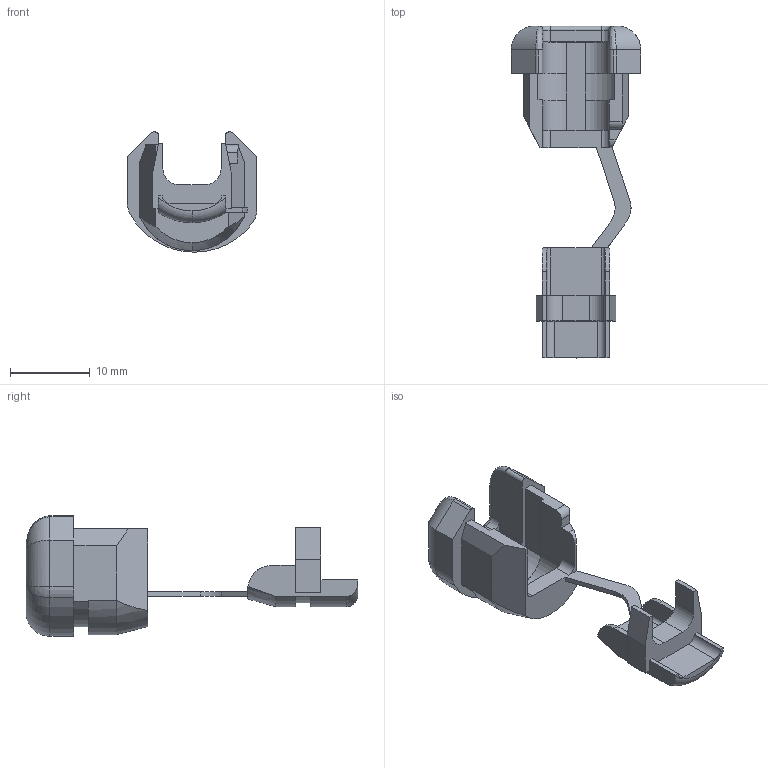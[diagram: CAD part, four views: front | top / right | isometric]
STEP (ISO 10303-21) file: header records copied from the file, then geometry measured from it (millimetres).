
FILE_DESCRIPTION(('STEP AP214'),'1');
FILE_NAME('1144340.stp','2023-11-17T16:16:35',('TraceParts'),('TraceParts S.A.'),'Spatial InterOp 3D',' ',' ');
FILE_SCHEMA(('AUTOMOTIVE_DESIGN { 1 0 10303 214 1 1 1 1 }'));
Length unit declared in the file: millimetre
Products named in the file (1): 1144340
Bounding box: 16.3 x 41.75 x 15.15 mm (x, y, z)
Volume: 1516.8 mm3; surface area: 1858.6 mm2
Topology: 1 solids, 1 shells, 129 faces, 343 edges, 214 vertices
Faces by surface type: plane 68, cylinder 45, torus 6, cone 4, bspline 4, sphere 2
Entity records: 4153 total; most frequent: CARTESIAN_POINT 947, ORIENTED_EDGE 682, DIRECTION 666, EDGE_CURVE 341, AXIS2_PLACEMENT_3D 225, LINE 216, VECTOR 216, VERTEX_POINT 214
